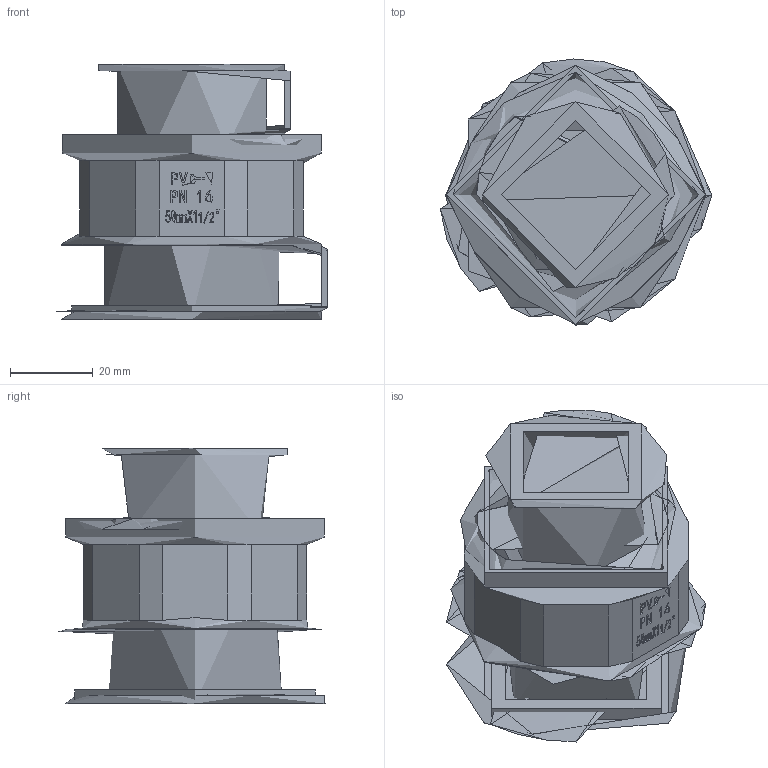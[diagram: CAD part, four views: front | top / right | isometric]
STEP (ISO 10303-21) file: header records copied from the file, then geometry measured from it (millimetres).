
FILE_DESCRIPTION(/* description */ (''),/* implementation_level */ '2;1');
FILE_NAME(/* name */ 'AF0600.SA0.550.step',/* time_stamp */ '2026-01-07T09:45:55+01:00',/* author */ (''),/* organization */ (''),/* preprocessor_version */ 'ST-DEVELOPER v20.1',/* originating_system */ 'Autodesk Translation Framework v14.21.0.0',/* authorisation */ '');
FILE_SCHEMA (('AUTOMOTIVE_DESIGN { 1 0 10303 214 3 1 1 }'));
Length unit declared in the file: millimetre
Products named in the file (1): 2026-01-07-08-44-52-768
Bounding box: 65.54 x 64.23 x 61.62 mm (x, y, z)
Volume: 72070 mm3; surface area: 29628.7 mm2
Topology: 1 solids, 1 shells, 341 faces, 913 edges, 608 vertices
Faces by surface type: plane 175, bspline 112, cylinder 50, cone 3, torus 1
Full cylindrical faces by diameter (mm): 2.759 x1, 3.759 x1, 36 x1, 42 x1, 44.845 x7, 47.803 x6, 48 x1, 58 x1, 62.5 x1, 62.752 x7, 65.71 x6
Entity records: 19991 total; most frequent: CARTESIAN_POINT 12203, ORIENTED_EDGE 1826, DIRECTION 1197, EDGE_CURVE 913, VERTEX_POINT 608, LINE 545, VECTOR 545, EDGE_LOOP 377
